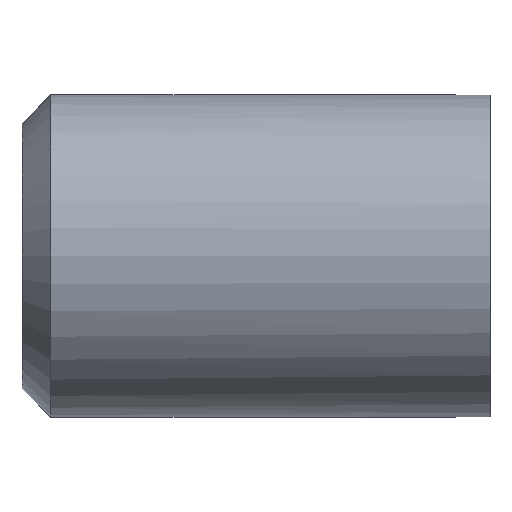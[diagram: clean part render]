
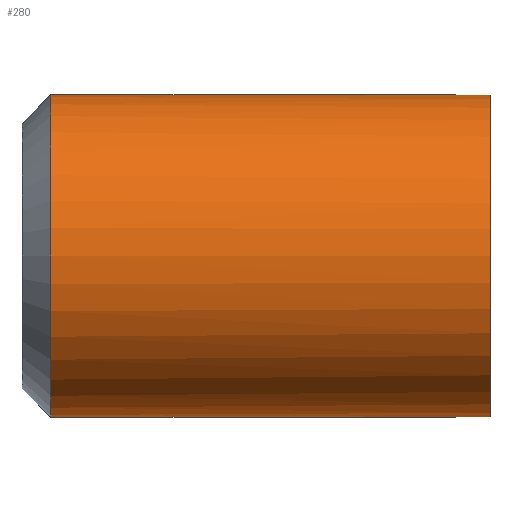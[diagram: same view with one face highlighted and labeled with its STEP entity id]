
A CAD part, left-side view. The second image highlights one B-rep face of the part: STEP entity #280.
In plain terms, the highlighted cylindrical face has radius 7 mm (diameter 14 mm), a partial arc.
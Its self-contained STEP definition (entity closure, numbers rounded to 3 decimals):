
#4 = CARTESIAN_POINT ( 'NONE',  ( 0., 20.3, 7. ) ) ;
#21 = DIRECTION ( 'NONE',  ( 0., 1., 0. ) ) ;
#25 = CARTESIAN_POINT ( 'NONE',  ( 0., 1.5, 7. ) ) ;
#28 = VERTEX_POINT ( 'NONE', #298 ) ;
#36 = AXIS2_PLACEMENT_3D ( 'NONE', #285, #508, #212 ) ;
#41 = VECTOR ( 'NONE', #135, 1000. ) ;
#71 = EDGE_CURVE ( 'NONE', #133, #196, #652, .T. ) ;
#79 = DIRECTION ( 'NONE',  ( 0., 0., -1. ) ) ;
#83 = DIRECTION ( 'NONE',  ( 0., -1., 0. ) ) ;
#119 = EDGE_CURVE ( 'NONE', #595, #196, #412, .T. ) ;
#126 = VECTOR ( 'NONE', #580, 1000. ) ;
#133 = VERTEX_POINT ( 'NONE', #25 ) ;
#135 = DIRECTION ( 'NONE',  ( 0., -1., 0. ) ) ;
#137 = DIRECTION ( 'NONE',  ( 0., 0., 1. ) ) ;
#145 = CARTESIAN_POINT ( 'NONE',  ( 0., 20.3, 0. ) ) ;
#159 = VECTOR ( 'NONE', #21, 1000. ) ;
#162 = EDGE_CURVE ( 'NONE', #539, #550, #373, .T. ) ;
#192 = EDGE_CURVE ( 'NONE', #28, #539, #308, .T. ) ;
#193 = ORIENTED_EDGE ( 'NONE', *, *, #403, .F. ) ;
#196 = VERTEX_POINT ( 'NONE', #206 ) ;
#206 = CARTESIAN_POINT ( 'NONE',  ( -0.5, 1.5, 6.982 ) ) ;
#212 = DIRECTION ( 'NONE',  ( 0., 0., -1. ) ) ;
#222 = ORIENTED_EDGE ( 'NONE', *, *, #690, .F. ) ;
#235 = DIRECTION ( 'NONE',  ( 0., 0., 1. ) ) ;
#237 = CARTESIAN_POINT ( 'NONE',  ( -0.5, 0., 6.982 ) ) ;
#256 = VERTEX_POINT ( 'NONE', #699 ) ;
#262 = CIRCLE ( 'NONE', #36, 7. ) ;
#280 = ADVANCED_FACE ( 'NONE', ( #381 ), #713, .T. ) ;
#285 = CARTESIAN_POINT ( 'NONE',  ( 0., 1.5, 0. ) ) ;
#298 = CARTESIAN_POINT ( 'NONE',  ( 0., 19.05, 7. ) ) ;
#308 = CIRCLE ( 'NONE', #611, 7. ) ;
#326 = ORIENTED_EDGE ( 'NONE', *, *, #71, .F. ) ;
#355 = LINE ( 'NONE', #464, #126 ) ;
#373 = LINE ( 'NONE', #377, #41 ) ;
#377 = CARTESIAN_POINT ( 'NONE',  ( 0., 20.3, -7. ) ) ;
#381 = FACE_OUTER_BOUND ( 'NONE', #609, .T. ) ;
#389 = ORIENTED_EDGE ( 'NONE', *, *, #548, .T. ) ;
#391 = VECTOR ( 'NONE', #526, 1000. ) ;
#397 = DIRECTION ( 'NONE',  ( 0., -1., 0. ) ) ;
#403 = EDGE_CURVE ( 'NONE', #256, #550, #262, .T. ) ;
#412 = LINE ( 'NONE', #478, #159 ) ;
#417 = ORIENTED_EDGE ( 'NONE', *, *, #119, .T. ) ;
#428 = VERTEX_POINT ( 'NONE', #555 ) ;
#432 = CARTESIAN_POINT ( 'NONE',  ( 0., 1.5, 0. ) ) ;
#464 = CARTESIAN_POINT ( 'NONE',  ( -0.5, 20.3, -6.982 ) ) ;
#478 = CARTESIAN_POINT ( 'NONE',  ( -0.5, 20.3, 6.982 ) ) ;
#488 = CARTESIAN_POINT ( 'NONE',  ( 0., 19.05, 0. ) ) ;
#501 = LINE ( 'NONE', #4, #391 ) ;
#502 = CIRCLE ( 'NONE', #667, 7. ) ;
#508 = DIRECTION ( 'NONE',  ( 0., -1., 0. ) ) ;
#516 = CARTESIAN_POINT ( 'NONE',  ( 0., 1.5, -7. ) ) ;
#517 = DIRECTION ( 'NONE',  ( 0., 1., 0. ) ) ;
#526 = DIRECTION ( 'NONE',  ( 0., -1., 0. ) ) ;
#539 = VERTEX_POINT ( 'NONE', #562 ) ;
#548 = EDGE_CURVE ( 'NONE', #428, #595, #502, .T. ) ;
#550 = VERTEX_POINT ( 'NONE', #516 ) ;
#555 = CARTESIAN_POINT ( 'NONE',  ( -0.5, 0., -6.982 ) ) ;
#562 = CARTESIAN_POINT ( 'NONE',  ( 0., 19.05, -7. ) ) ;
#566 = ORIENTED_EDGE ( 'NONE', *, *, #192, .T. ) ;
#573 = CARTESIAN_POINT ( 'NONE',  ( 0., 0., 0. ) ) ;
#579 = AXIS2_PLACEMENT_3D ( 'NONE', #432, #593, #79 ) ;
#580 = DIRECTION ( 'NONE',  ( 0., -1., 0. ) ) ;
#593 = DIRECTION ( 'NONE',  ( 0., -1., 0. ) ) ;
#595 = VERTEX_POINT ( 'NONE', #237 ) ;
#606 = ORIENTED_EDGE ( 'NONE', *, *, #645, .T. ) ;
#609 = EDGE_LOOP ( 'NONE', ( #222, #566, #688, #193, #606, #389, #417, #326 ) ) ;
#611 = AXIS2_PLACEMENT_3D ( 'NONE', #488, #83, #137 ) ;
#645 = EDGE_CURVE ( 'NONE', #256, #428, #355, .T. ) ;
#649 = AXIS2_PLACEMENT_3D ( 'NONE', #145, #397, #653 ) ;
#652 = CIRCLE ( 'NONE', #579, 7. ) ;
#653 = DIRECTION ( 'NONE',  ( 0., 0., -1. ) ) ;
#667 = AXIS2_PLACEMENT_3D ( 'NONE', #573, #517, #235 ) ;
#688 = ORIENTED_EDGE ( 'NONE', *, *, #162, .T. ) ;
#690 = EDGE_CURVE ( 'NONE', #28, #133, #501, .T. ) ;
#699 = CARTESIAN_POINT ( 'NONE',  ( -0.5, 1.5, -6.982 ) ) ;
#713 = CYLINDRICAL_SURFACE ( 'NONE', #649, 7. ) ;
